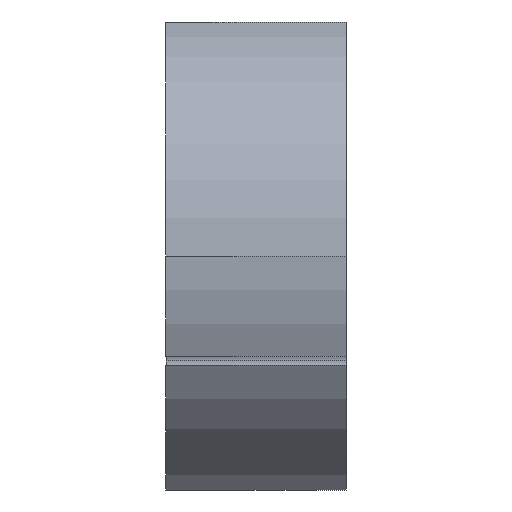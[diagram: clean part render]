
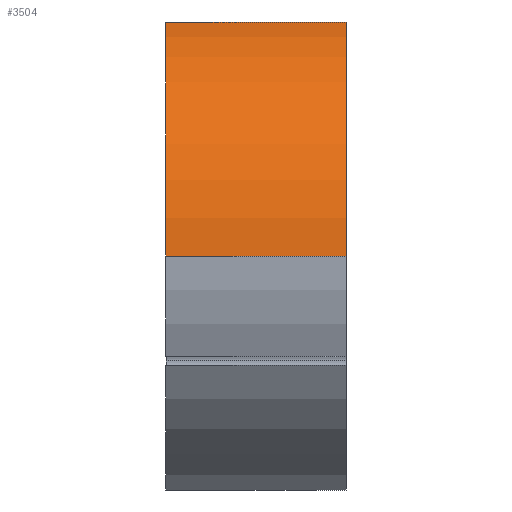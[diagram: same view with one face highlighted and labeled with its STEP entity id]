
A CAD part, left-side view. The second image highlights one B-rep face of the part: STEP entity #3504.
In plain terms, the highlighted cylindrical face has radius 41 mm (diameter 82 mm), a partial arc.
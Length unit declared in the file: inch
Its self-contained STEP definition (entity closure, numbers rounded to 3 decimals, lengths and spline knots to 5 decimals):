
#45 = AXIS2_PLACEMENT_3D ( 'NONE', #2315, #2051, #463 ) ;
#246 = DIRECTION ( 'NONE',  ( -1., 0., 0. ) ) ;
#342 = CARTESIAN_POINT ( 'NONE',  ( -0.498, -0.59055, 3.07087 ) ) ;
#349 = CARTESIAN_POINT ( 'NONE',  ( -0.498, 0.59055, 3.07087 ) ) ;
#463 = DIRECTION ( 'NONE',  ( -1., 0., 0. ) ) ;
#501 = VERTEX_POINT ( 'NONE', #1238 ) ;
#563 = ORIENTED_EDGE ( 'NONE', *, *, #3038, .T. ) ;
#641 = LINE ( 'NONE', #342, #3523 ) ;
#743 = VERTEX_POINT ( 'NONE', #1160 ) ;
#794 = LINE ( 'NONE', #3403, #1057 ) ;
#938 = ORIENTED_EDGE ( 'NONE', *, *, #3628, .F. ) ;
#1057 = VECTOR ( 'NONE', #2793, 39.37008 ) ;
#1160 = CARTESIAN_POINT ( 'NONE',  ( -0.498, -0.59055, 3.07087 ) ) ;
#1186 = CIRCLE ( 'NONE', #2855, 1.61417 ) ;
#1238 = CARTESIAN_POINT ( 'NONE',  ( -1.61417, -0.59055, 1.53543 ) ) ;
#1746 = FACE_OUTER_BOUND ( 'NONE', #2785, .T. ) ;
#2026 = CYLINDRICAL_SURFACE ( 'NONE', #3194, 1.61417 ) ;
#2051 = DIRECTION ( 'NONE',  ( 0., 1., 0. ) ) ;
#2315 = CARTESIAN_POINT ( 'NONE',  ( 0., -0.59055, 1.53543 ) ) ;
#2671 = CARTESIAN_POINT ( 'NONE',  ( 0., 0.59055, 1.53543 ) ) ;
#2720 = VERTEX_POINT ( 'NONE', #349 ) ;
#2785 = EDGE_LOOP ( 'NONE', ( #938, #3079, #563, #3616 ) ) ;
#2793 = DIRECTION ( 'NONE',  ( 0., 1., 0. ) ) ;
#2855 = AXIS2_PLACEMENT_3D ( 'NONE', #2671, #3113, #246 ) ;
#2948 = CARTESIAN_POINT ( 'NONE',  ( 0., -0.59055, 1.53543 ) ) ;
#2958 = EDGE_CURVE ( 'NONE', #2720, #3754, #1186, .T. ) ;
#3038 = EDGE_CURVE ( 'NONE', #743, #2720, #641, .T. ) ;
#3079 = ORIENTED_EDGE ( 'NONE', *, *, #3471, .T. ) ;
#3113 = DIRECTION ( 'NONE',  ( 0., -1., 0. ) ) ;
#3134 = CIRCLE ( 'NONE', #45, 1.61417 ) ;
#3172 = DIRECTION ( 'NONE',  ( 0., 1., 0. ) ) ;
#3194 = AXIS2_PLACEMENT_3D ( 'NONE', #2948, #3643, #3283 ) ;
#3283 = DIRECTION ( 'NONE',  ( -1., 0., 0. ) ) ;
#3403 = CARTESIAN_POINT ( 'NONE',  ( -1.61417, -0.59055, 1.53543 ) ) ;
#3471 = EDGE_CURVE ( 'NONE', #501, #743, #3134, .T. ) ;
#3504 = ADVANCED_FACE ( 'NONE', ( #1746 ), #2026, .T. ) ;
#3523 = VECTOR ( 'NONE', #3172, 39.37008 ) ;
#3616 = ORIENTED_EDGE ( 'NONE', *, *, #2958, .T. ) ;
#3628 = EDGE_CURVE ( 'NONE', #501, #3754, #794, .T. ) ;
#3643 = DIRECTION ( 'NONE',  ( 0., 1., 0. ) ) ;
#3737 = CARTESIAN_POINT ( 'NONE',  ( -1.61417, 0.59055, 1.53543 ) ) ;
#3754 = VERTEX_POINT ( 'NONE', #3737 ) ;
